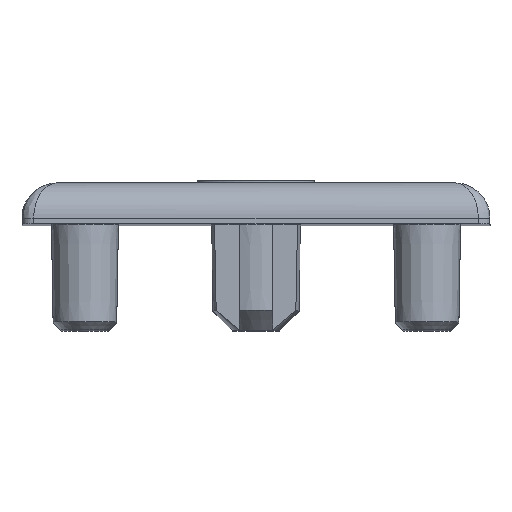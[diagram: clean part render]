
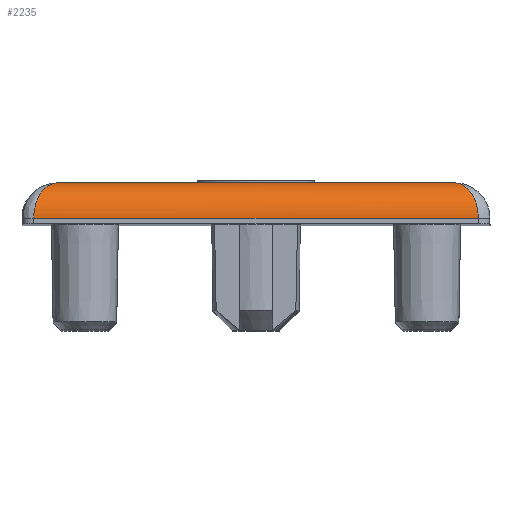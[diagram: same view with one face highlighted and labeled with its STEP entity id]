
A CAD part, top view. The second image highlights one B-rep face of the part: STEP entity #2235.
In plain terms, the highlighted cylindrical face has radius 3 mm (diameter 6 mm), a partial arc.
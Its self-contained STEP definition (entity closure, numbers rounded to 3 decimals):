
#598=DIRECTION('',(-1.,0.,0.));
#599=VECTOR('',#598,33.8);
#600=CARTESIAN_POINT('',(16.9,3.5,36.9));
#601=LINE('',#600,#599);
#720=CARTESIAN_POINT('',(18.9,0.5,39.9));
#721=CARTESIAN_POINT('',(18.9,0.698,39.9));
#722=CARTESIAN_POINT('',(18.874,1.1,39.861));
#723=CARTESIAN_POINT('',(18.751,1.693,39.677));
#724=CARTESIAN_POINT('',(18.542,2.254,39.364));
#725=CARTESIAN_POINT('',(18.242,2.76,38.913));
#726=CARTESIAN_POINT('',(17.857,3.168,38.335));
#727=CARTESIAN_POINT('',(17.39,3.44,37.635));
#728=CARTESIAN_POINT('',(17.065,3.5,37.147));
#729=CARTESIAN_POINT('',(16.9,3.5,36.9));
#882=DIRECTION('',(-1.,0.,0.));
#883=VECTOR('',#882,37.8);
#884=CARTESIAN_POINT('',(18.9,0.5,39.9));
#885=LINE('',#884,#883);
#936=CARTESIAN_POINT('',(-16.9,3.5,36.9));
#937=CARTESIAN_POINT('',(-17.065,3.5,37.147));
#938=CARTESIAN_POINT('',(-17.39,3.44,37.635));
#939=CARTESIAN_POINT('',(-17.857,3.168,38.335));
#940=CARTESIAN_POINT('',(-18.242,2.76,38.913));
#941=CARTESIAN_POINT('',(-18.542,2.254,39.364));
#942=CARTESIAN_POINT('',(-18.751,1.693,39.677));
#943=CARTESIAN_POINT('',(-18.874,1.1,39.861));
#944=CARTESIAN_POINT('',(-18.9,0.698,39.9));
#945=CARTESIAN_POINT('',(-18.9,0.5,39.9));
#1906=CARTESIAN_POINT('',(16.9,3.5,36.9));
#1907=CARTESIAN_POINT('',(-16.9,3.5,36.9));
#1908=VERTEX_POINT('',#1906);
#1909=VERTEX_POINT('',#1907);
#1920=VERTEX_POINT('',#720);
#1921=VERTEX_POINT('',#945);
#2221=CARTESIAN_POINT('',(20.146,0.5,36.9));
#2222=DIRECTION('',(-1.,0.,0.));
#2223=DIRECTION('',(0.,0.,1.));
#2224=AXIS2_PLACEMENT_3D('',#2221,#2222,#2223);
#2225=CYLINDRICAL_SURFACE('',#2224,3.);
#2226=ORIENTED_EDGE('',*,*,#2177,.F.);
#2228=ORIENTED_EDGE('',*,*,#2227,.F.);
#2230=ORIENTED_EDGE('',*,*,#2229,.T.);
#2232=ORIENTED_EDGE('',*,*,#2231,.F.);
#2233=EDGE_LOOP('',(#2226,#2228,#2230,#2232));
#2234=FACE_OUTER_BOUND('',#2233,.F.);
#730=B_SPLINE_CURVE_WITH_KNOTS('',3,(#720,#721,#722,#723,#724,#725,#726,#727,
#728,#729),.UNSPECIFIED.,.F.,.F.,(4,1,1,1,1,1,1,4),(0.,0.143,
0.286,0.429,0.571,0.714,
0.857,1.),.UNSPECIFIED.);
#946=B_SPLINE_CURVE_WITH_KNOTS('',3,(#936,#937,#938,#939,#940,#941,#942,#943,
#944,#945),.UNSPECIFIED.,.F.,.F.,(4,1,1,1,1,1,1,4),(0.,0.143,
0.286,0.429,0.571,0.714,
0.857,1.),.UNSPECIFIED.);
#2177=EDGE_CURVE('',#1908,#1909,#601,.T.);
#2227=EDGE_CURVE('',#1920,#1908,#730,.T.);
#2229=EDGE_CURVE('',#1920,#1921,#885,.T.);
#2231=EDGE_CURVE('',#1909,#1921,#946,.T.);
#2235=ADVANCED_FACE('',(#2234),#2225,.T.);
